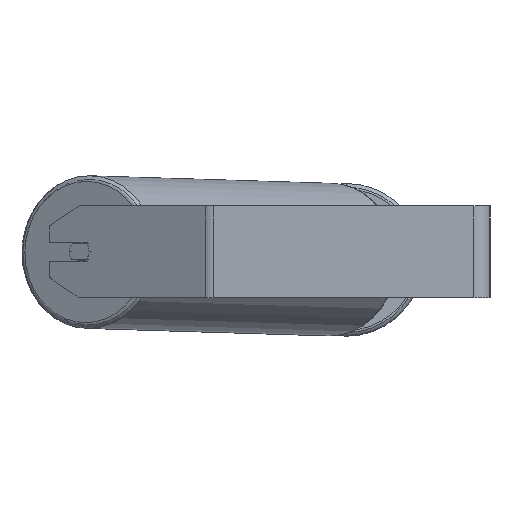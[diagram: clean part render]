
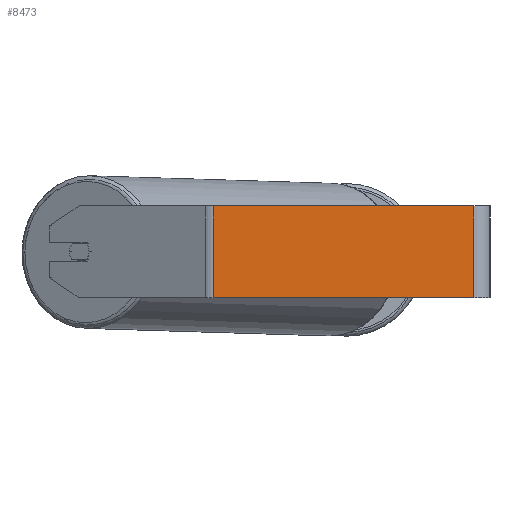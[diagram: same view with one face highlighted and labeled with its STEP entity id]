
A CAD part, left-side view. The second image highlights one B-rep face of the part: STEP entity #8473.
In plain terms, the highlighted planar face has unit normal (-1, 0, 0).
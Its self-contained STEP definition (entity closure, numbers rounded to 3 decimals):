
#104 = CARTESIAN_POINT ( 'NONE',  ( -700., 14., 40. ) ) ;
#398 = ORIENTED_EDGE ( 'NONE', *, *, #4087, .F. ) ;
#435 = CARTESIAN_POINT ( 'NONE',  ( -700., 14., 40. ) ) ;
#444 = VECTOR ( 'NONE', #8109, 1000. ) ;
#582 = DIRECTION ( 'NONE',  ( 0., -1., 0. ) ) ;
#725 = CARTESIAN_POINT ( 'NONE',  ( -700., 240.917, 40. ) ) ;
#1270 = CARTESIAN_POINT ( 'NONE',  ( -700., 240.917, -40. ) ) ;
#1338 = LINE ( 'NONE', #725, #444 ) ;
#1402 = EDGE_CURVE ( 'NONE', #4733, #4257, #6492, .T. ) ;
#1409 = VERTEX_POINT ( 'NONE', #8542 ) ;
#2301 = VERTEX_POINT ( 'NONE', #1270 ) ;
#3892 = ORIENTED_EDGE ( 'NONE', *, *, #6095, .T. ) ;
#3987 = CARTESIAN_POINT ( 'NONE',  ( -700., 244.668, -40. ) ) ;
#4087 = EDGE_CURVE ( 'NONE', #1409, #4733, #5864, .T. ) ;
#4178 = VECTOR ( 'NONE', #582, 1000. ) ;
#4223 = DIRECTION ( 'NONE',  ( 1., 0., 0. ) ) ;
#4257 = VERTEX_POINT ( 'NONE', #6961 ) ;
#4424 = VECTOR ( 'NONE', #5174, 1000. ) ;
#4478 = ORIENTED_EDGE ( 'NONE', *, *, #1402, .F. ) ;
#4733 = VERTEX_POINT ( 'NONE', #104 ) ;
#4789 = PLANE ( 'NONE',  #6327 ) ;
#4809 = VECTOR ( 'NONE', #7952, 1000. ) ;
#4889 = ORIENTED_EDGE ( 'NONE', *, *, #5817, .T. ) ;
#5174 = DIRECTION ( 'NONE',  ( 0., 0., -1. ) ) ;
#5585 = CARTESIAN_POINT ( 'NONE',  ( -700., 244.668, 40. ) ) ;
#5817 = EDGE_CURVE ( 'NONE', #1409, #2301, #1338, .T. ) ;
#5864 = LINE ( 'NONE', #7744, #4809 ) ;
#6095 = EDGE_CURVE ( 'NONE', #2301, #4257, #6634, .T. ) ;
#6292 = DIRECTION ( 'NONE',  ( 0., 0., -1. ) ) ;
#6327 = AXIS2_PLACEMENT_3D ( 'NONE', #5585, #4223, #6292 ) ;
#6492 = LINE ( 'NONE', #435, #4424 ) ;
#6634 = LINE ( 'NONE', #3987, #4178 ) ;
#6961 = CARTESIAN_POINT ( 'NONE',  ( -700., 14., -40. ) ) ;
#7244 = EDGE_LOOP ( 'NONE', ( #3892, #4478, #398, #4889 ) ) ;
#7744 = CARTESIAN_POINT ( 'NONE',  ( -700., 244.668, 40. ) ) ;
#7952 = DIRECTION ( 'NONE',  ( 0., -1., 0. ) ) ;
#8109 = DIRECTION ( 'NONE',  ( 0., 0., -1. ) ) ;
#8145 = FACE_OUTER_BOUND ( 'NONE', #7244, .T. ) ;
#8473 = ADVANCED_FACE ( 'NONE', ( #8145 ), #4789, .F. ) ;
#8542 = CARTESIAN_POINT ( 'NONE',  ( -700., 240.917, 40. ) ) ;
